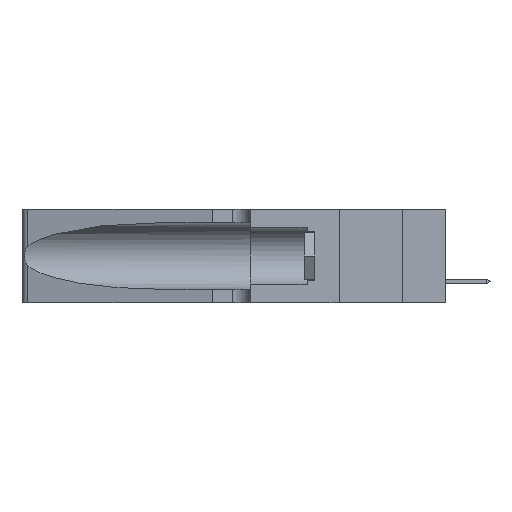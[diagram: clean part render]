
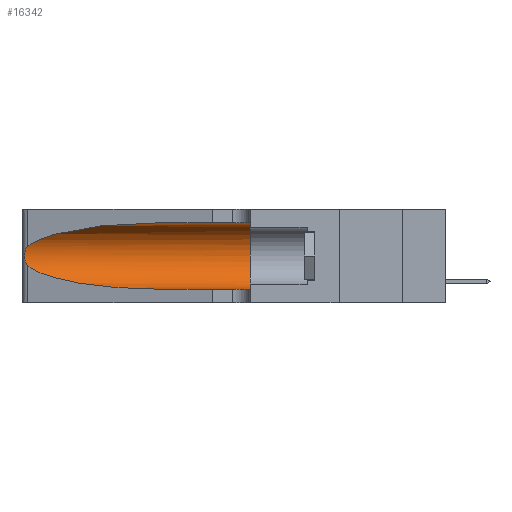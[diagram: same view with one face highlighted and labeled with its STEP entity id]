
A CAD part, left-side view. The second image highlights one B-rep face of the part: STEP entity #16342.
In plain terms, the highlighted cylindrical face has radius 3.308 mm (diameter 6.617 mm), a partial arc.
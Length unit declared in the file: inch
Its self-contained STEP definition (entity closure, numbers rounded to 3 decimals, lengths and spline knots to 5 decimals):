
#134 = CYLINDRICAL_SURFACE ( 'NONE', #4896, 0.13025 ) ;
#324 = CARTESIAN_POINT ( 'NONE',  ( 0.1305, 0.72297, 0.05475 ) ) ;
#1891 = VERTEX_POINT ( 'NONE', #6873 ) ;
#2029 = CIRCLE ( 'NONE', #18108, 0.13025 ) ;
#2991 = CARTESIAN_POINT ( 'NONE',  ( 0.26075, 1.23896, 0.178 ) ) ;
#3200 =( BOUNDED_CURVE ( )  B_SPLINE_CURVE ( 3, ( #34510, #10791, #29264, #324 ),
 .UNSPECIFIED., .F., .F. ) 
 B_SPLINE_CURVE_WITH_KNOTS ( ( 4, 4 ),
 ( 3.44316, 4.71239 ),
 .UNSPECIFIED. ) 
 CURVE ( )  GEOMETRIC_REPRESENTATION_ITEM ( )  RATIONAL_B_SPLINE_CURVE ( ( 1., 0.87, 0.87, 1. ) ) 
 REPRESENTATION_ITEM ( '' )  );
#3702 = VERTEX_POINT ( 'NONE', #13395 ) ;
#4823 = ORIENTED_EDGE ( 'NONE', *, *, #11108, .T. ) ;
#4896 = AXIS2_PLACEMENT_3D ( 'NONE', #31594, #18278, #10451 ) ;
#4923 = B_SPLINE_CURVE_WITH_KNOTS ( 'NONE', 3,
 ( #15462, #23950, #16344, #26619, #29335, #10756, #24060, #2991, #32102, #24173, #24267, #16118, #10968, #18797 ),
 .UNSPECIFIED., .F., .F.,
 ( 4, 2, 2, 2, 2, 2, 4 ),
 ( 0., 0.00027, 0.00053, 0.00107, 0.0016, 0.00187, 0.00214 ),
 .UNSPECIFIED. ) ;
#6047 = DIRECTION ( 'NONE',  ( 0., -1., 0. ) ) ;
#6290 = ORIENTED_EDGE ( 'NONE', *, *, #9711, .T. ) ;
#6347 = CARTESIAN_POINT ( 'NONE',  ( 0.1305, 1.61858, 0.05475 ) ) ;
#6873 = CARTESIAN_POINT ( 'NONE',  ( 0.25487, 1.22718, 0.14631 ) ) ;
#7482 = CARTESIAN_POINT ( 'NONE',  ( 0.1305, 0.72297, 0.31525 ) ) ;
#8289 = EDGE_CURVE ( 'NONE', #31284, #18748, #10411, .T. ) ;
#8556 = LINE ( 'NONE', #6347, #19020 ) ;
#9545 = CARTESIAN_POINT ( 'NONE',  ( 0.1305, 0.35, 0.185 ) ) ;
#9711 = EDGE_CURVE ( 'NONE', #31284, #30419, #11132, .T. ) ;
#10169 = CARTESIAN_POINT ( 'NONE',  ( 0.18966, 0.96281, 0.31525 ) ) ;
#10411 = LINE ( 'NONE', #25094, #23775 ) ;
#10451 = DIRECTION ( 'NONE',  ( 0., 0., -1. ) ) ;
#10756 = CARTESIAN_POINT ( 'NONE',  ( 0.26018, 1.23835, 0.19895 ) ) ;
#10791 = CARTESIAN_POINT ( 'NONE',  ( 0.2373, 1.15595, 0.08982 ) ) ;
#10968 = CARTESIAN_POINT ( 'NONE',  ( 0.25555, 1.22993, 0.14849 ) ) ;
#11108 = EDGE_CURVE ( 'NONE', #30419, #1891, #4923, .T. ) ;
#11132 =( BOUNDED_CURVE ( )  B_SPLINE_CURVE ( 3, ( #7482, #10169, #26273, #20802 ),
 .UNSPECIFIED., .F., .F. ) 
 B_SPLINE_CURVE_WITH_KNOTS ( ( 4, 4 ),
 ( 1.5708, 2.84003 ),
 .UNSPECIFIED. ) 
 CURVE ( )  GEOMETRIC_REPRESENTATION_ITEM ( )  RATIONAL_B_SPLINE_CURVE ( ( 1., 0.87, 0.87, 1. ) ) 
 REPRESENTATION_ITEM ( '' )  );
#11987 = ORIENTED_EDGE ( 'NONE', *, *, #24222, .F. ) ;
#12270 = ORIENTED_EDGE ( 'NONE', *, *, #8289, .F. ) ;
#12576 = EDGE_CURVE ( 'NONE', #1891, #3702, #3200, .T. ) ;
#13395 = CARTESIAN_POINT ( 'NONE',  ( 0.1305, 0.72297, 0.05475 ) ) ;
#15462 = CARTESIAN_POINT ( 'NONE',  ( 0.25487, 1.22718, 0.22369 ) ) ;
#16118 = CARTESIAN_POINT ( 'NONE',  ( 0.25639, 1.23186, 0.15144 ) ) ;
#16342 = ADVANCED_FACE ( 'NONE', ( #24021 ), #134, .F. ) ;
#16344 = CARTESIAN_POINT ( 'NONE',  ( 0.25639, 1.23184, 0.21858 ) ) ;
#18108 = AXIS2_PLACEMENT_3D ( 'NONE', #9545, #30810, #28243 ) ;
#18278 = DIRECTION ( 'NONE',  ( 0., -1., 0. ) ) ;
#18748 = VERTEX_POINT ( 'NONE', #22124 ) ;
#18797 = CARTESIAN_POINT ( 'NONE',  ( 0.25487, 1.22718, 0.14631 ) ) ;
#19020 = VECTOR ( 'NONE', #33006, 39.37008 ) ;
#20802 = CARTESIAN_POINT ( 'NONE',  ( 0.25487, 1.22718, 0.22369 ) ) ;
#22124 = CARTESIAN_POINT ( 'NONE',  ( 0.1305, 0.35, 0.31525 ) ) ;
#22613 = EDGE_LOOP ( 'NONE', ( #6290, #4823, #32160, #27789, #11987, #12270 ) ) ;
#23383 = CARTESIAN_POINT ( 'NONE',  ( 0.1305, 0.72297, 0.31525 ) ) ;
#23775 = VECTOR ( 'NONE', #6047, 39.37008 ) ;
#23950 = CARTESIAN_POINT ( 'NONE',  ( 0.25555, 1.22994, 0.2215 ) ) ;
#24021 = FACE_OUTER_BOUND ( 'NONE', #22613, .T. ) ;
#24060 = CARTESIAN_POINT ( 'NONE',  ( 0.26075, 1.23896, 0.19203 ) ) ;
#24173 = CARTESIAN_POINT ( 'NONE',  ( 0.25856, 1.23593, 0.16098 ) ) ;
#24222 = EDGE_CURVE ( 'NONE', #18748, #24550, #2029, .T. ) ;
#24267 = CARTESIAN_POINT ( 'NONE',  ( 0.25789, 1.23486, 0.15765 ) ) ;
#24550 = VERTEX_POINT ( 'NONE', #30769 ) ;
#25094 = CARTESIAN_POINT ( 'NONE',  ( 0.1305, 1.61858, 0.31525 ) ) ;
#26273 = CARTESIAN_POINT ( 'NONE',  ( 0.2373, 1.15595, 0.28018 ) ) ;
#26619 = CARTESIAN_POINT ( 'NONE',  ( 0.25787, 1.23484, 0.2124 ) ) ;
#27097 = CARTESIAN_POINT ( 'NONE',  ( 0.25487, 1.22718, 0.22369 ) ) ;
#27789 = ORIENTED_EDGE ( 'NONE', *, *, #34305, .T. ) ;
#28243 = DIRECTION ( 'NONE',  ( 0., 0., 1. ) ) ;
#29264 = CARTESIAN_POINT ( 'NONE',  ( 0.18966, 0.96281, 0.05475 ) ) ;
#29335 = CARTESIAN_POINT ( 'NONE',  ( 0.25854, 1.2359, 0.20912 ) ) ;
#30419 = VERTEX_POINT ( 'NONE', #27097 ) ;
#30769 = CARTESIAN_POINT ( 'NONE',  ( 0.1305, 0.35, 0.05475 ) ) ;
#30810 = DIRECTION ( 'NONE',  ( 0., 1., 0. ) ) ;
#31284 = VERTEX_POINT ( 'NONE', #23383 ) ;
#31594 = CARTESIAN_POINT ( 'NONE',  ( 0.1305, 1.61858, 0.185 ) ) ;
#32102 = CARTESIAN_POINT ( 'NONE',  ( 0.26017, 1.23833, 0.17102 ) ) ;
#32160 = ORIENTED_EDGE ( 'NONE', *, *, #12576, .T. ) ;
#33006 = DIRECTION ( 'NONE',  ( 0., -1., 0. ) ) ;
#34305 = EDGE_CURVE ( 'NONE', #3702, #24550, #8556, .T. ) ;
#34510 = CARTESIAN_POINT ( 'NONE',  ( 0.25487, 1.22718, 0.14631 ) ) ;
